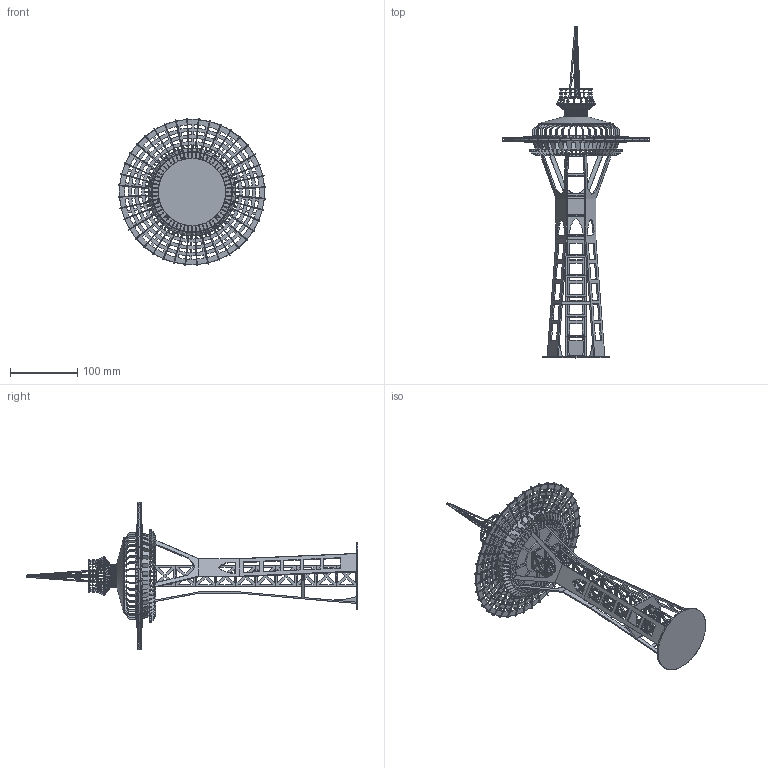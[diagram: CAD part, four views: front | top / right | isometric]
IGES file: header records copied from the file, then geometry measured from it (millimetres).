
Global section: file name: 2014-MC-24midproject.igs; native system: NX V2007; preprocessor: SIEMENS PLM Software Simcenter 3D 2206; date: 20211206.162843; units: millimetre
Bounding box: 219.13 x 493.76 x 219.13 mm (x, y, z)
Surface area: 350559 mm2 (no closed solid volume)
Topology: 0 solids, 0 shells, 4885 faces, 27328 edges, 27319 vertices
Faces by surface type: bspline 4885
